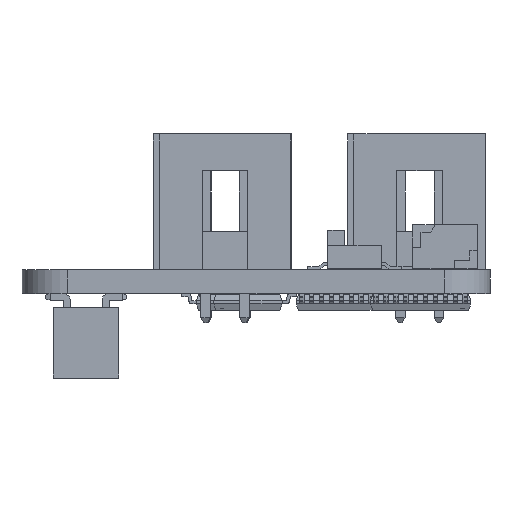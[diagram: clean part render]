
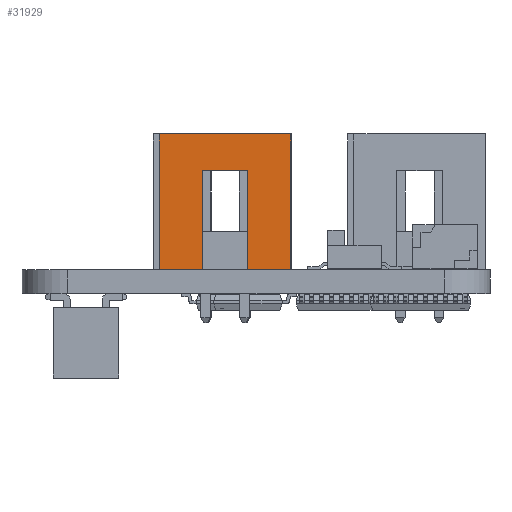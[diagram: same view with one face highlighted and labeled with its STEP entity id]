
A CAD part, left-side view. The second image highlights one B-rep face of the part: STEP entity #31929.
In plain terms, the highlighted planar face has unit normal (-1, 0, 0).
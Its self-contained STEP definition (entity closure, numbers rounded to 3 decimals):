
#1564=PLANE('',#34366);
#3340=FACE_OUTER_BOUND('',#5463,.T.);
#5463=EDGE_LOOP('',(#27522,#27523,#27524,#27525,#27526,#27527,#27528,#27529));
#8652=LINE('',#49804,#12464);
#8654=LINE('',#49809,#12466);
#8655=LINE('',#49811,#12467);
#8656=LINE('',#49813,#12468);
#8657=LINE('',#49815,#12469);
#8658=LINE('',#49816,#12470);
#8659=LINE('',#49818,#12471);
#8660=LINE('',#49819,#12472);
#12464=VECTOR('',#41161,1000.);
#12466=VECTOR('',#41165,1000.);
#12467=VECTOR('',#41166,1000.);
#12468=VECTOR('',#41167,1000.);
#12469=VECTOR('',#41168,1000.);
#12470=VECTOR('',#41169,1000.);
#12471=VECTOR('',#41170,1000.);
#12472=VECTOR('',#41171,1000.);
#16138=VERTEX_POINT('',#49801);
#16139=VERTEX_POINT('',#49803);
#16140=VERTEX_POINT('',#49807);
#16141=VERTEX_POINT('',#49808);
#16142=VERTEX_POINT('',#49810);
#16143=VERTEX_POINT('',#49812);
#16144=VERTEX_POINT('',#49814);
#16145=VERTEX_POINT('',#49817);
#20038=EDGE_CURVE('',#16139,#16138,#8652,.T.);
#20040=EDGE_CURVE('',#16140,#16141,#8654,.T.);
#20041=EDGE_CURVE('',#16140,#16142,#8655,.T.);
#20042=EDGE_CURVE('',#16142,#16143,#8656,.T.);
#20043=EDGE_CURVE('',#16144,#16143,#8657,.T.);
#20044=EDGE_CURVE('',#16139,#16144,#8658,.T.);
#20045=EDGE_CURVE('',#16138,#16145,#8659,.T.);
#20046=EDGE_CURVE('',#16141,#16145,#8660,.T.);
#27522=ORIENTED_EDGE('',*,*,#20040,.F.);
#27523=ORIENTED_EDGE('',*,*,#20041,.T.);
#27524=ORIENTED_EDGE('',*,*,#20042,.T.);
#27525=ORIENTED_EDGE('',*,*,#20043,.F.);
#27526=ORIENTED_EDGE('',*,*,#20044,.F.);
#27527=ORIENTED_EDGE('',*,*,#20038,.T.);
#27528=ORIENTED_EDGE('',*,*,#20045,.T.);
#27529=ORIENTED_EDGE('',*,*,#20046,.F.);
#31929=ADVANCED_FACE('',(#3340),#1564,.F.);
#34366=AXIS2_PLACEMENT_3D('',#49806,#41163,#41164);
#41161=DIRECTION('',(0.,0.,-1.));
#41163=DIRECTION('center_axis',(1.,0.,0.));
#41164=DIRECTION('ref_axis',(0.,0.,1.));
#41165=DIRECTION('',(0.,1.,0.));
#41166=DIRECTION('',(0.,0.,-1.));
#41167=DIRECTION('',(0.,-1.,0.));
#41168=DIRECTION('',(0.,0.,-1.));
#41169=DIRECTION('',(0.,-1.,0.));
#41170=DIRECTION('',(0.,-1.,0.));
#41171=DIRECTION('',(0.,0.,-1.));
#49801=CARTESIAN_POINT('',(-13.95,4.35,0.));
#49803=CARTESIAN_POINT('',(-13.95,4.35,8.9));
#49804=CARTESIAN_POINT('',(-13.95,4.35,8.9));
#49806=CARTESIAN_POINT('Origin',(-13.95,4.35,8.9));
#49807=CARTESIAN_POINT('',(-13.95,-1.45,6.5));
#49808=CARTESIAN_POINT('',(-13.95,1.55,6.5));
#49809=CARTESIAN_POINT('',(-13.95,1.55,6.5));
#49810=CARTESIAN_POINT('',(-13.95,-1.45,0.));
#49811=CARTESIAN_POINT('',(-13.95,-1.45,6.5));
#49812=CARTESIAN_POINT('',(-13.95,-4.25,0.));
#49813=CARTESIAN_POINT('',(-13.95,4.35,0.));
#49814=CARTESIAN_POINT('',(-13.95,-4.25,8.9));
#49815=CARTESIAN_POINT('',(-13.95,-4.25,8.9));
#49816=CARTESIAN_POINT('',(-13.95,4.35,8.9));
#49817=CARTESIAN_POINT('',(-13.95,1.55,0.));
#49818=CARTESIAN_POINT('',(-13.95,4.35,0.));
#49819=CARTESIAN_POINT('',(-13.95,1.55,6.5));
